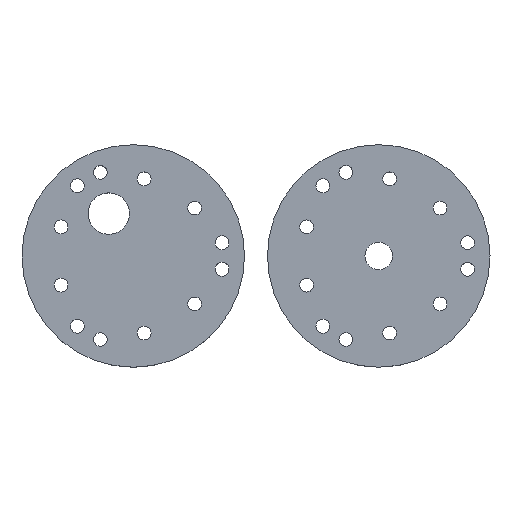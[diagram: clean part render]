
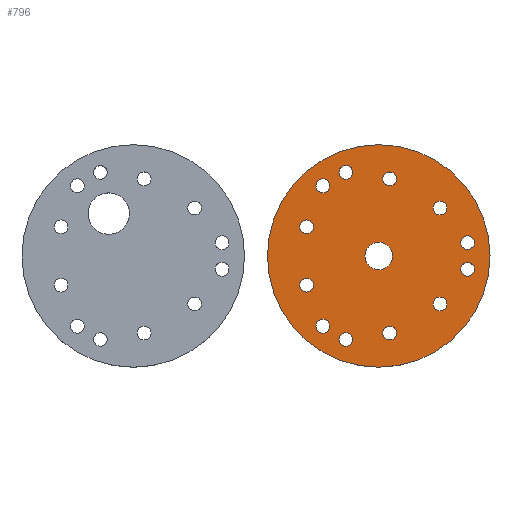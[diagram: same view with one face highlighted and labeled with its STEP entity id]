
A CAD part, top view. The second image highlights one B-rep face of the part: STEP entity #796.
In plain terms, the highlighted planar face has unit normal (0, 0, 1).
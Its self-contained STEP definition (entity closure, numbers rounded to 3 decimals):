
#60=ORIENTED_EDGE('',*,*,#220,.T.);
#61=ORIENTED_EDGE('',*,*,#221,.T.);
#62=ORIENTED_EDGE('',*,*,#222,.T.);
#63=ORIENTED_EDGE('',*,*,#223,.T.);
#64=ORIENTED_EDGE('',*,*,#224,.F.);
#65=ORIENTED_EDGE('',*,*,#225,.F.);
#66=ORIENTED_EDGE('',*,*,#226,.T.);
#67=ORIENTED_EDGE('',*,*,#227,.T.);
#68=ORIENTED_EDGE('',*,*,#228,.F.);
#69=ORIENTED_EDGE('',*,*,#229,.F.);
#70=ORIENTED_EDGE('',*,*,#230,.F.);
#71=ORIENTED_EDGE('',*,*,#231,.F.);
#72=ORIENTED_EDGE('',*,*,#232,.T.);
#73=ORIENTED_EDGE('',*,*,#233,.T.);
#220=EDGE_CURVE('',#300,#300,#380,.T.);
#221=EDGE_CURVE('',#301,#301,#381,.F.);
#222=EDGE_CURVE('',#302,#302,#382,.T.);
#223=EDGE_CURVE('',#303,#303,#383,.T.);
#224=EDGE_CURVE('',#304,#304,#384,.T.);
#225=EDGE_CURVE('',#305,#305,#385,.T.);
#226=EDGE_CURVE('',#306,#306,#386,.T.);
#227=EDGE_CURVE('',#307,#307,#387,.T.);
#228=EDGE_CURVE('',#308,#308,#388,.T.);
#229=EDGE_CURVE('',#309,#309,#389,.T.);
#230=EDGE_CURVE('',#310,#310,#390,.T.);
#231=EDGE_CURVE('',#311,#311,#391,.T.);
#232=EDGE_CURVE('',#312,#312,#392,.T.);
#233=EDGE_CURVE('',#313,#313,#393,.T.);
#300=VERTEX_POINT('',#1287);
#301=VERTEX_POINT('',#1289);
#302=VERTEX_POINT('',#1291);
#303=VERTEX_POINT('',#1293);
#304=VERTEX_POINT('',#1295);
#305=VERTEX_POINT('',#1297);
#306=VERTEX_POINT('',#1299);
#307=VERTEX_POINT('',#1301);
#308=VERTEX_POINT('',#1303);
#309=VERTEX_POINT('',#1305);
#310=VERTEX_POINT('',#1307);
#311=VERTEX_POINT('',#1309);
#312=VERTEX_POINT('',#1311);
#313=VERTEX_POINT('',#1313);
#380=CIRCLE('',#875,3.1);
#381=CIRCLE('',#876,25.);
#382=CIRCLE('',#877,1.55);
#383=CIRCLE('',#878,1.55);
#384=CIRCLE('',#879,1.55);
#385=CIRCLE('',#880,1.55);
#386=CIRCLE('',#881,1.55);
#387=CIRCLE('',#882,1.55);
#388=CIRCLE('',#883,1.55);
#389=CIRCLE('',#884,1.55);
#390=CIRCLE('',#885,1.55);
#391=CIRCLE('',#886,1.55);
#392=CIRCLE('',#887,1.55);
#393=CIRCLE('',#888,1.55);
#460=EDGE_LOOP('',(#60));
#461=EDGE_LOOP('',(#61));
#462=EDGE_LOOP('',(#62));
#463=EDGE_LOOP('',(#63));
#464=EDGE_LOOP('',(#64));
#465=EDGE_LOOP('',(#65));
#466=EDGE_LOOP('',(#66));
#467=EDGE_LOOP('',(#67));
#468=EDGE_LOOP('',(#68));
#469=EDGE_LOOP('',(#69));
#470=EDGE_LOOP('',(#70));
#471=EDGE_LOOP('',(#71));
#472=EDGE_LOOP('',(#72));
#473=EDGE_LOOP('',(#73));
#620=FACE_BOUND('',#460,.T.);
#621=FACE_BOUND('',#461,.T.);
#622=FACE_BOUND('',#462,.T.);
#623=FACE_BOUND('',#463,.T.);
#624=FACE_BOUND('',#464,.T.);
#625=FACE_BOUND('',#465,.T.);
#626=FACE_BOUND('',#466,.T.);
#627=FACE_BOUND('',#467,.T.);
#628=FACE_BOUND('',#468,.T.);
#629=FACE_BOUND('',#469,.T.);
#630=FACE_BOUND('',#470,.T.);
#631=FACE_BOUND('',#471,.T.);
#632=FACE_BOUND('',#472,.T.);
#633=FACE_BOUND('',#473,.T.);
#780=PLANE('',#874);
#796=ADVANCED_FACE('',(#620,#621,#622,#623,#624,#625,#626,#627,#628,#629,
#630,#631,#632,#633),#780,.F.);
#874=AXIS2_PLACEMENT_3D('',#1285,#1012,#1013);
#875=AXIS2_PLACEMENT_3D('',#1286,#1014,#1015);
#876=AXIS2_PLACEMENT_3D('',#1288,#1016,#1017);
#877=AXIS2_PLACEMENT_3D('',#1290,#1018,#1019);
#878=AXIS2_PLACEMENT_3D('',#1292,#1020,#1021);
#879=AXIS2_PLACEMENT_3D('',#1294,#1022,#1023);
#880=AXIS2_PLACEMENT_3D('',#1296,#1024,#1025);
#881=AXIS2_PLACEMENT_3D('',#1298,#1026,#1027);
#882=AXIS2_PLACEMENT_3D('',#1300,#1028,#1029);
#883=AXIS2_PLACEMENT_3D('',#1302,#1030,#1031);
#884=AXIS2_PLACEMENT_3D('',#1304,#1032,#1033);
#885=AXIS2_PLACEMENT_3D('',#1306,#1034,#1035);
#886=AXIS2_PLACEMENT_3D('',#1308,#1036,#1037);
#887=AXIS2_PLACEMENT_3D('',#1310,#1038,#1039);
#888=AXIS2_PLACEMENT_3D('',#1312,#1040,#1041);
#1012=DIRECTION('',(0.,0.,-1.));
#1013=DIRECTION('',(-1.,0.,0.));
#1014=DIRECTION('',(0.,0.,-1.));
#1015=DIRECTION('',(-1.,0.,0.));
#1016=DIRECTION('',(0.,0.,-1.));
#1017=DIRECTION('',(-1.,0.,0.));
#1018=DIRECTION('',(0.,0.,-1.));
#1019=DIRECTION('',(0.5,0.866,0.));
#1020=DIRECTION('',(0.,0.,-1.));
#1021=DIRECTION('',(0.5,0.866,0.));
#1022=DIRECTION('',(0.,0.,1.));
#1023=DIRECTION('',(0.5,0.866,0.));
#1024=DIRECTION('',(0.,0.,1.));
#1025=DIRECTION('',(0.5,0.866,0.));
#1026=DIRECTION('',(0.,0.,-1.));
#1027=DIRECTION('',(-1.,0.,0.));
#1028=DIRECTION('',(0.,0.,-1.));
#1029=DIRECTION('',(-1.,0.,0.));
#1030=DIRECTION('',(0.,0.,1.));
#1031=DIRECTION('',(-1.,0.,0.));
#1032=DIRECTION('',(0.,0.,1.));
#1033=DIRECTION('',(-1.,0.,0.));
#1034=DIRECTION('',(0.,0.,1.));
#1035=DIRECTION('',(0.5,-0.866,0.));
#1036=DIRECTION('',(0.,0.,1.));
#1037=DIRECTION('',(0.5,-0.866,0.));
#1038=DIRECTION('',(0.,0.,-1.));
#1039=DIRECTION('',(0.5,-0.866,0.));
#1040=DIRECTION('',(0.,0.,-1.));
#1041=DIRECTION('',(0.5,-0.866,0.));
#1285=CARTESIAN_POINT('',(55.157,0.,0.));
#1286=CARTESIAN_POINT('',(55.157,0.,0.));
#1287=CARTESIAN_POINT('',(52.057,0.,0.));
#1288=CARTESIAN_POINT('',(55.157,0.,0.));
#1289=CARTESIAN_POINT('',(30.157,0.,0.));
#1290=CARTESIAN_POINT('',(42.596,-15.785,0.));
#1291=CARTESIAN_POINT('',(43.371,-14.443,0.));
#1292=CARTESIAN_POINT('',(38.938,-6.55,0.));
#1293=CARTESIAN_POINT('',(39.713,-5.207,0.));
#1294=CARTESIAN_POINT('',(57.594,-17.321,0.));
#1295=CARTESIAN_POINT('',(58.369,-15.978,0.));
#1296=CARTESIAN_POINT('',(47.767,-18.771,0.));
#1297=CARTESIAN_POINT('',(48.542,-17.428,0.));
#1298=CARTESIAN_POINT('',(75.107,-2.986,0.));
#1299=CARTESIAN_POINT('',(73.557,-2.986,0.));
#1300=CARTESIAN_POINT('',(68.938,-10.771,0.));
#1301=CARTESIAN_POINT('',(67.388,-10.771,0.));
#1302=CARTESIAN_POINT('',(68.938,10.771,0.));
#1303=CARTESIAN_POINT('',(67.388,10.771,0.));
#1304=CARTESIAN_POINT('',(75.107,2.986,0.));
#1305=CARTESIAN_POINT('',(73.557,2.986,0.));
#1306=CARTESIAN_POINT('',(42.596,15.785,0.));
#1307=CARTESIAN_POINT('',(43.371,14.443,0.));
#1308=CARTESIAN_POINT('',(38.938,6.55,0.));
#1309=CARTESIAN_POINT('',(39.713,5.207,0.));
#1310=CARTESIAN_POINT('',(57.594,17.321,0.));
#1311=CARTESIAN_POINT('',(58.369,15.978,0.));
#1312=CARTESIAN_POINT('',(47.767,18.771,0.));
#1313=CARTESIAN_POINT('',(48.542,17.428,0.));
